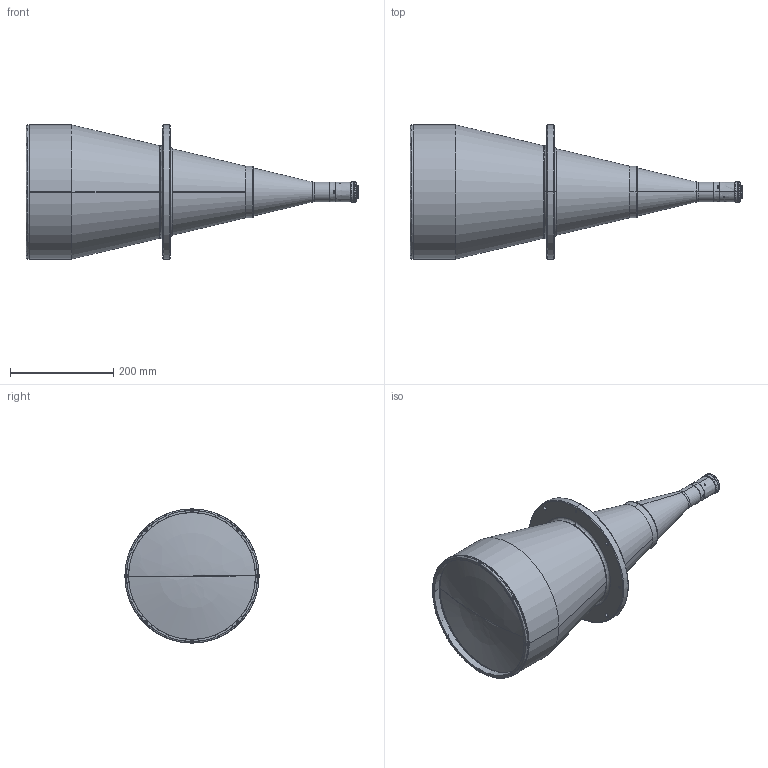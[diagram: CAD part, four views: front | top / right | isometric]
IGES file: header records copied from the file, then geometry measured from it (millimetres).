
Start section: SolidWorks IGES file using analytic representation for surfaces
Global section: file name: DP26402_TC3MHR192-C.igs; native system: SolidWorks 2020; preprocessor: SolidWorks 2020; author: andreava; date: 200904.114127; units: millimetre
Bounding box: 643.45 x 260 x 260 mm (x, y, z)
Surface area: 454788.7 mm2 (no closed solid volume)
Topology: 0 solids, 0 shells, 238 faces, 4676 edges, 4671 vertices
Faces by surface type: bspline 123, revolution 115
